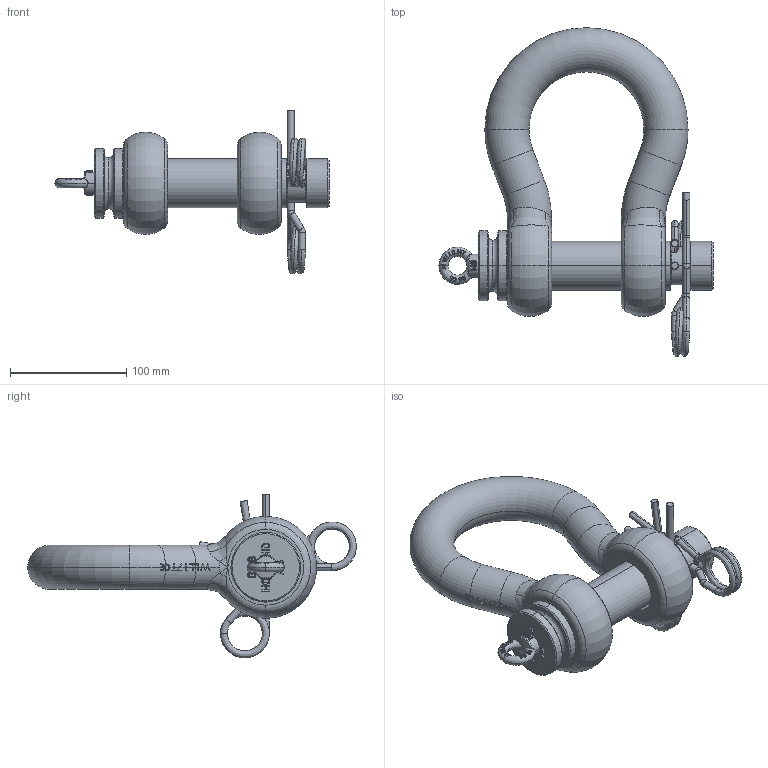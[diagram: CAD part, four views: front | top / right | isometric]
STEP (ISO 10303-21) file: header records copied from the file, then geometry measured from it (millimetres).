
FILE_DESCRIPTION (( 'STEP AP214' ), '1' );
FILE_NAME ('POGHMB38ROVRL.step', '2013-05-07T13:43:04', ( 'cad' ), ( '' ), 'SwSTEP 2.0', 'SolidWorks 2013', '' );
FILE_SCHEMA (( 'AUTOMOTIVE_DESIGN' ));
Length unit declared in the file: millimetre
Products named in the file (6): POZKMB42ROVRL; OHBVD06 Sluiting 38; OHOBZD008; 2352 dimensions GPZKMBxxROVRL Parametrische 42-83mm pin_POZKMB42ROVRL; ROV beugel 38mm_NGPZHDL38ROV; POGHMB38ROVRL
Assembly tree (6 placements, depth 3):
  POGHMB38ROVRL
    ROV beugel 38mm_NGPZHDL38ROV
    POZKMB42ROVRL
      2352 dimensions GPZKMBxxROVRL Parametrische 42-83mm pin_POZKMB42ROVRL
      OHOBZD008
      OHBVD06 Sluiting 38  x2
Bounding box: 236 x 282.98 x 140.98 mm (x, y, z)
Volume: 1035673.5 mm3; surface area: 142745 mm2
Topology: 5 solids, 5 shells, 1082 faces, 2903 edges, 1869 vertices
Faces by surface type: bspline 421, plane 387, torus 133, cylinder 123, cone 16, sphere 2
Entity records: 58212 total; most frequent: CARTESIAN_POINT 35948, ORIENTED_EDGE 5660, DIRECTION 2913, EDGE_CURVE 2830, VERTEX_POINT 1835, B_SPLINE_CURVE_WITH_KNOTS 1513, EDGE_LOOP 1113, FACE_OUTER_BOUND 1052
